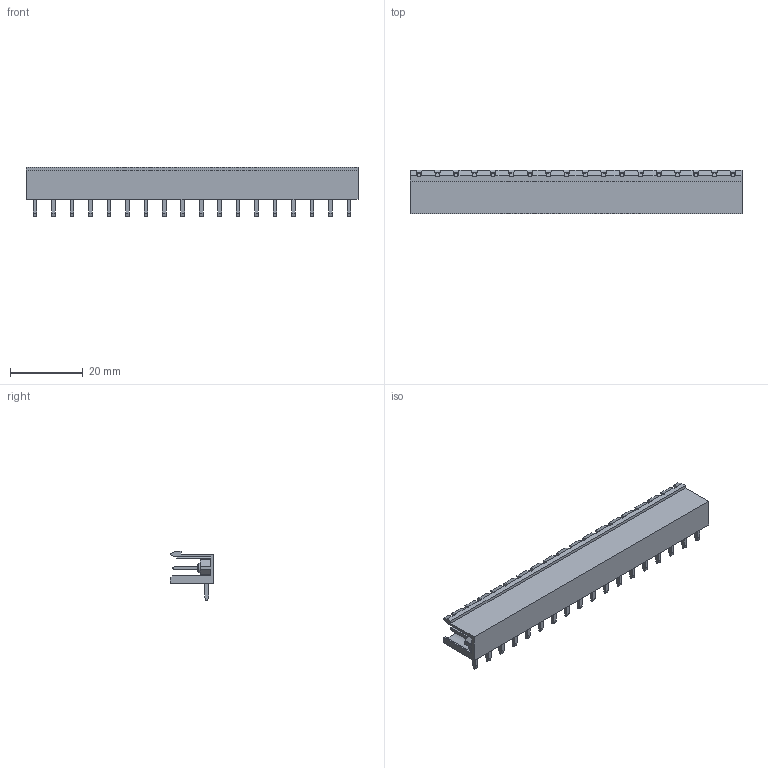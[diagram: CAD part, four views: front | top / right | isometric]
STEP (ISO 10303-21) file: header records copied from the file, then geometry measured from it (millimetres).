
FILE_DESCRIPTION (( 'STEP AP203' ), '1' );
FILE_NAME ('SOKETLI BASKILI DEVRE KLEMENSI - 5,08 MM EKREK 90 AÇIK - 18 LI.STEP', '2018-09-11T12:55:07', ( 'user' ), ( '' ), 'SwSTEP 2.0', 'SolidWorks 2016', '' );
FILE_SCHEMA (( 'CONFIG_CONTROL_DESIGN' ));
Length unit declared in the file: millimetre
Products named in the file (1): SOKETLI BASKILI DEVRE KLEMENSI - 5,08 MM EKREK 90 AÇIK - 18 LI
Bounding box: 91.33 x 12 x 13.6 mm (x, y, z)
Volume: 4239.1 mm3; surface area: 7624.7 mm2
Topology: 1 solids, 1 shells, 919 faces, 2499 edges, 1654 vertices
Faces by surface type: plane 739, cylinder 162, cone 18
Entity records: 28796 total; most frequent: CARTESIAN_POINT 5181, ORIENTED_EDGE 4998, DIRECTION 4681, EDGE_CURVE 2499, LINE 2085, VECTOR 2085, VERTEX_POINT 1654, AXIS2_PLACEMENT_3D 1298
